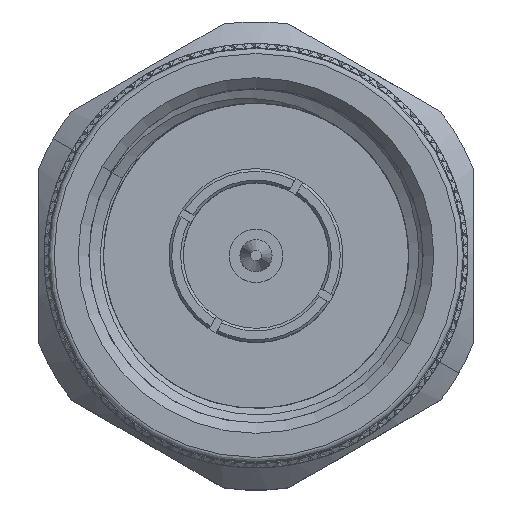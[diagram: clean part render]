
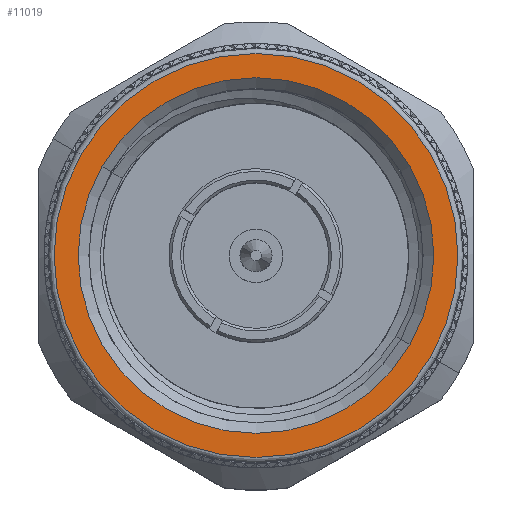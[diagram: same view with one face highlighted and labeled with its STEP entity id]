
A CAD part, top view. The second image highlights one B-rep face of the part: STEP entity #11019.
In plain terms, the highlighted face is planar.
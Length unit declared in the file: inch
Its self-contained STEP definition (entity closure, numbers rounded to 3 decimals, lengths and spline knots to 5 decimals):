
#1597 = VERTEX_POINT ( 'NONE', #29333 ) ;
#3010 = DIRECTION ( 'NONE',  ( 1., 0., 0. ) ) ;
#7847 = DIRECTION ( 'NONE',  ( 0., 0., -1. ) ) ;
#9212 = CARTESIAN_POINT ( 'NONE',  ( 0., 0., -0.3325 ) ) ;
#11019 = ADVANCED_FACE ( 'NONE', ( #81048, #81465 ), #30190, .F. ) ;
#13009 = CIRCLE ( 'NONE', #43294, 0.3325 ) ;
#13421 = CARTESIAN_POINT ( 'NONE',  ( 0., 0., 0. ) ) ;
#14307 = AXIS2_PLACEMENT_3D ( 'NONE', #41844, #14316, #15158 ) ;
#14316 = DIRECTION ( 'NONE',  ( -1., 0., 0. ) ) ;
#15020 = VERTEX_POINT ( 'NONE', #9212 ) ;
#15158 = DIRECTION ( 'NONE',  ( 0., 0., -1. ) ) ;
#16005 = CARTESIAN_POINT ( 'NONE',  ( 0., 0., 0. ) ) ;
#18623 = VERTEX_POINT ( 'NONE', #18913 ) ;
#18913 = CARTESIAN_POINT ( 'NONE',  ( 0., 0., 0.3325 ) ) ;
#21604 = AXIS2_PLACEMENT_3D ( 'NONE', #54701, #3010, #69324 ) ;
#23623 = DIRECTION ( 'NONE',  ( 0., 0., -1. ) ) ;
#24514 = AXIS2_PLACEMENT_3D ( 'NONE', #16005, #49180, #28915 ) ;
#27042 = EDGE_CURVE ( 'NONE', #1597, #63392, #51451, .T. ) ;
#28915 = DIRECTION ( 'NONE',  ( 0., 1., 0. ) ) ;
#28937 = CARTESIAN_POINT ( 'NONE',  ( 0., 0., -0.3776 ) ) ;
#29333 = CARTESIAN_POINT ( 'NONE',  ( 0., 0., 0.3776 ) ) ;
#30190 = PLANE ( 'NONE',  #24514 ) ;
#30962 = AXIS2_PLACEMENT_3D ( 'NONE', #13421, #78903, #7847 ) ;
#33991 = CIRCLE ( 'NONE', #21604, 0.3325 ) ;
#36444 = CIRCLE ( 'NONE', #30962, 0.3776 ) ;
#41471 = ORIENTED_EDGE ( 'NONE', *, *, #54704, .T. ) ;
#41844 = CARTESIAN_POINT ( 'NONE',  ( 0., 0., 0. ) ) ;
#43294 = AXIS2_PLACEMENT_3D ( 'NONE', #70145, #82629, #23623 ) ;
#43850 = ORIENTED_EDGE ( 'NONE', *, *, #73665, .T. ) ;
#49180 = DIRECTION ( 'NONE',  ( 1., 0., 0. ) ) ;
#50799 = EDGE_CURVE ( 'NONE', #18623, #15020, #13009, .T. ) ;
#51451 = CIRCLE ( 'NONE', #14307, 0.3776 ) ;
#54701 = CARTESIAN_POINT ( 'NONE',  ( 0., 0., 0. ) ) ;
#54704 = EDGE_CURVE ( 'NONE', #63392, #1597, #36444, .T. ) ;
#57196 = EDGE_LOOP ( 'NONE', ( #41471, #69274 ) ) ;
#63392 = VERTEX_POINT ( 'NONE', #28937 ) ;
#69274 = ORIENTED_EDGE ( 'NONE', *, *, #27042, .T. ) ;
#69324 = DIRECTION ( 'NONE',  ( 0., 0., -1. ) ) ;
#70145 = CARTESIAN_POINT ( 'NONE',  ( 0., 0., 0. ) ) ;
#73649 = EDGE_LOOP ( 'NONE', ( #80769, #43850 ) ) ;
#73665 = EDGE_CURVE ( 'NONE', #15020, #18623, #33991, .T. ) ;
#78903 = DIRECTION ( 'NONE',  ( -1., 0., 0. ) ) ;
#80769 = ORIENTED_EDGE ( 'NONE', *, *, #50799, .T. ) ;
#81048 = FACE_OUTER_BOUND ( 'NONE', #57196, .T. ) ;
#81465 = FACE_BOUND ( 'NONE', #73649, .T. ) ;
#82629 = DIRECTION ( 'NONE',  ( 1., 0., 0. ) ) ;
